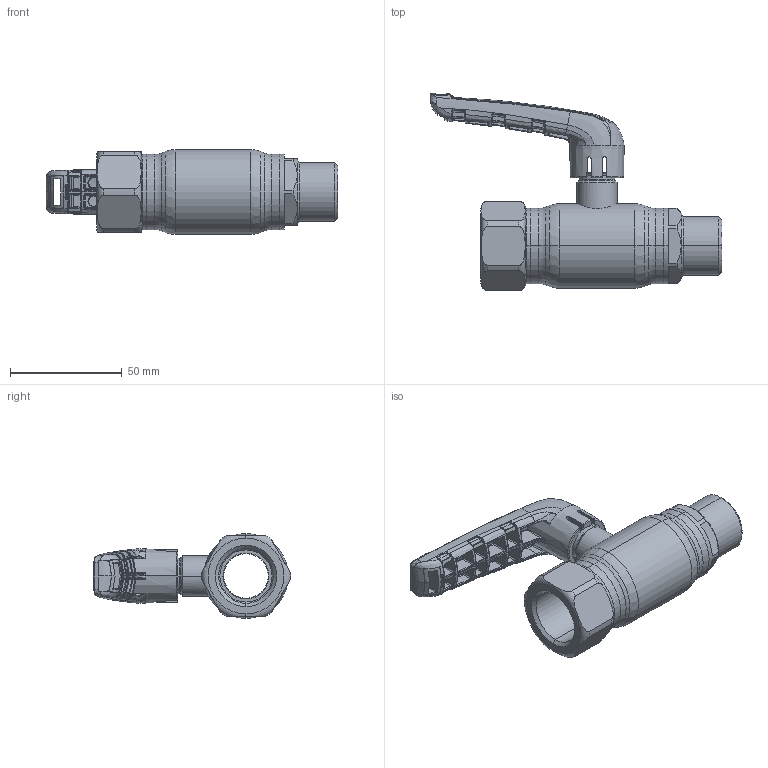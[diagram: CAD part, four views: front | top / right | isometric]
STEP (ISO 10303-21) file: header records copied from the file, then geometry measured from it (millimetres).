
FILE_DESCRIPTION (( 'STEP AP214' ), '1' );
FILE_NAME ('1020002400-xxxx.step', '2019-05-07T11:41:27', ( '' ), ( '' ), 'SwSTEP 2.0', 'SolidWorks 2017', '' );
FILE_SCHEMA (( 'AUTOMOTIVE_DESIGN' ));
Length unit declared in the file: millimetre
Products named in the file (1): 1020002400-xxxx
Bounding box: 130.78 x 88.38 x 38 mm (x, y, z)
Surface area: 27357.5 mm2 (no closed solid volume)
Topology: 0 solids, 8 shells, 807 faces, 2375 edges, 1478 vertices
Faces by surface type: bspline 644, plane 69, cylinder 42, cone 25, torus 25, sphere 2
Entity records: 66978 total; most frequent: CARTESIAN_POINT 42556, ORIENTED_EDGE 4086, EDGE_CURVE 2341, B_SPLINE_CURVE_WITH_KNOTS 1615, DIRECTION 1587, VERTEX_POINT 1474, EDGE_LOOP 832, UNCERTAINTY_MEASURE_WITH_UNIT 809
